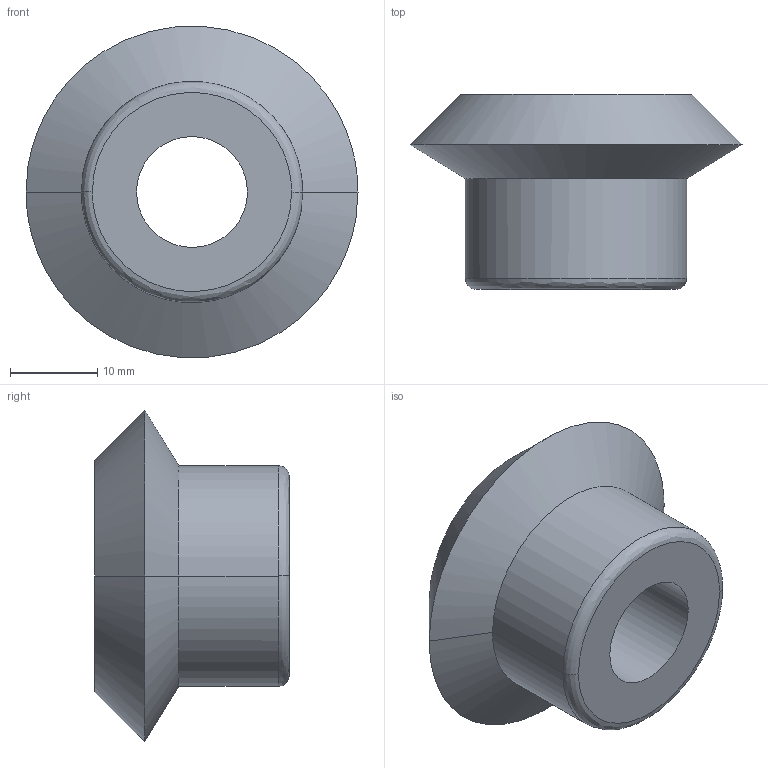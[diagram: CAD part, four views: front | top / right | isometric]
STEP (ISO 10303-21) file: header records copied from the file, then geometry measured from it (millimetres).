
FILE_DESCRIPTION((''),'2;1');
FILE_NAME('L112Y','2015-06-15T',('carefree'),(''),'PRO/ENGINEER BY PARAMETRIC TECHNOLOGY CORPORATION, 2010020','PRO/ENGINEER BY PARAMETRIC TECHNOLOGY CORPORATION, 2010020','');
FILE_SCHEMA(('AUTOMOTIVE_DESIGN { 1 0 10303 214 1 1 1 1 }'));
Length unit declared in the file: inch
Products named in the file (1): L112Y
Bounding box: 38.1 x 22.35 x 38.04 mm (x, y, z)
Volume: 11484 mm3; surface area: 4240 mm2
Topology: 1 solids, 1 shells, 12 faces, 26 edges, 16 vertices
Faces by surface type: bspline 10, plane 2
Entity records: 679 total; most frequent: CARTESIAN_POINT 347, ORIENTED_EDGE 52, PRESENTATION_STYLE_ASSIGNMENT 27, STYLED_ITEM 27, CURVE_STYLE 26, EDGE_CURVE 26, B_SPLINE_CURVE_WITH_KNOTS 24, VERTEX_POINT 16
